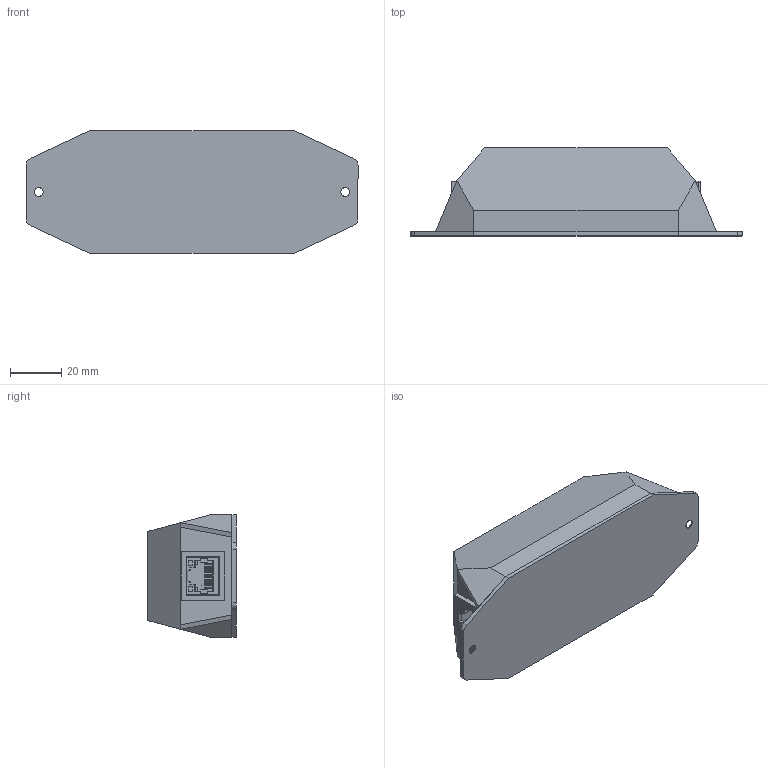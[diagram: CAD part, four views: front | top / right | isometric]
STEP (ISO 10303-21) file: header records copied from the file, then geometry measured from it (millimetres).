
FILE_DESCRIPTION (( 'STEP AP214' ), '1' );
FILE_NAME ('POE1GAT-EXT_3D.step', '2024-01-03T16:40:50', ( '' ), ( '' ), 'SwSTEP 2.0', 'SolidWorks 2022', '' );
FILE_SCHEMA (( 'AUTOMOTIVE_DESIGN' ));
Length unit declared in the file: inch
Products named in the file (3): Copy of POE1GAT-EXT_HSG^POE1GAT-EXT; POE1GAT-EXT_3D; Copy of CONN,RJ45,FEM,8-POS,1-PORT,PCB MT,RT-ANG^POE1GAT-EXT
Assembly tree (3 placements, depth 2):
  POE1GAT-EXT_3D
    Copy of POE1GAT-EXT_HSG^POE1GAT-EXT
    Copy of CONN,RJ45,FEM,8-POS,1-PORT,PCB MT,RT-ANG^POE1GAT-EXT  x2
Bounding box: 130 x 34.5 x 48 mm (x, y, z)
Volume: 124023.7 mm3; surface area: 38707.8 mm2
Topology: 8 solids, 8 shells, 598 faces, 1588 edges, 1026 vertices
Faces by surface type: plane 440, cylinder 118, torus 16, bspline 12, sphere 8, cone 4
Entity records: 10623 total; most frequent: CARTESIAN_POINT 2156, ORIENTED_EDGE 1748, DIRECTION 1647, EDGE_CURVE 874, LINE 713, VECTOR 713, VERTEX_POINT 565, AXIS2_PLACEMENT_3D 467
